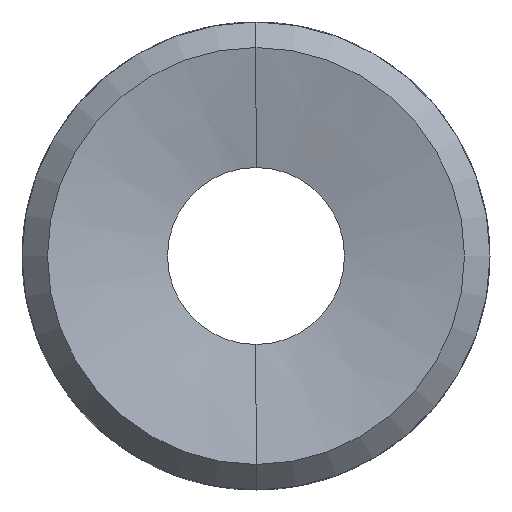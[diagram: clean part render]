
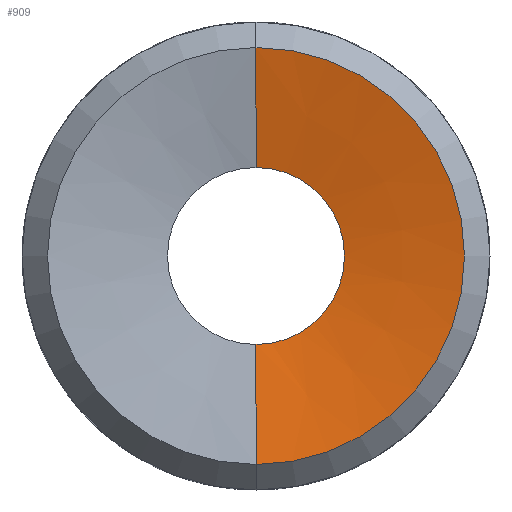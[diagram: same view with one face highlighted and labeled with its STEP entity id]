
A CAD part, left-side view. The second image highlights one B-rep face of the part: STEP entity #909.
In plain terms, the highlighted conical face has half-angle 78 degrees and reference radius 2.45 mm.
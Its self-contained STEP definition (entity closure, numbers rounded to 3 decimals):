
#328 = CONICAL_SURFACE ( 'NONE', #4287, 2.45, 1.361 ) ;
#378 = ORIENTED_EDGE ( 'NONE', *, *, #571, .F. ) ;
#412 = DIRECTION ( 'NONE',  ( 0., 0., 1. ) ) ;
#571 = EDGE_CURVE ( 'NONE', #3018, #586, #656, .T. ) ;
#586 = VERTEX_POINT ( 'NONE', #2087 ) ;
#656 = LINE ( 'NONE', #4533, #4296 ) ;
#881 = CARTESIAN_POINT ( 'NONE',  ( 0.3, 0., -1.04 ) ) ;
#909 = ADVANCED_FACE ( 'NONE', ( #2723 ), #328, .F. ) ;
#944 = CARTESIAN_POINT ( 'NONE',  ( 0., 0., -2.45 ) ) ;
#1277 = CARTESIAN_POINT ( 'NONE',  ( 0., 0., 0. ) ) ;
#1486 = EDGE_CURVE ( 'NONE', #2887, #586, #4435, .T. ) ;
#1689 = DIRECTION ( 'NONE',  ( -0.208, 0., -0.978 ) ) ;
#1760 = LINE ( 'NONE', #944, #4009 ) ;
#1885 = ORIENTED_EDGE ( 'NONE', *, *, #4127, .T. ) ;
#2087 = CARTESIAN_POINT ( 'NONE',  ( 0., 0., 2.45 ) ) ;
#2362 = AXIS2_PLACEMENT_3D ( 'NONE', #4487, #4508, #4110 ) ;
#2461 = CARTESIAN_POINT ( 'NONE',  ( 0., 0., 0. ) ) ;
#2542 = CARTESIAN_POINT ( 'NONE',  ( 0.3, 0., 1.04 ) ) ;
#2631 = ORIENTED_EDGE ( 'NONE', *, *, #3986, .F. ) ;
#2723 = FACE_OUTER_BOUND ( 'NONE', #3166, .T. ) ;
#2887 = VERTEX_POINT ( 'NONE', #3055 ) ;
#3018 = VERTEX_POINT ( 'NONE', #2542 ) ;
#3055 = CARTESIAN_POINT ( 'NONE',  ( 0., 0., -2.45 ) ) ;
#3166 = EDGE_LOOP ( 'NONE', ( #2631, #1885, #4026, #378 ) ) ;
#3167 = DIRECTION ( 'NONE',  ( -1., 0., 0. ) ) ;
#3189 = DIRECTION ( 'NONE',  ( -1., 0., 0. ) ) ;
#3295 = VERTEX_POINT ( 'NONE', #881 ) ;
#3777 = CIRCLE ( 'NONE', #2362, 1.04 ) ;
#3824 = DIRECTION ( 'NONE',  ( -0.208, 0., 0.978 ) ) ;
#3986 = EDGE_CURVE ( 'NONE', #3295, #3018, #3777, .T. ) ;
#4009 = VECTOR ( 'NONE', #1689, 1000. ) ;
#4026 = ORIENTED_EDGE ( 'NONE', *, *, #1486, .T. ) ;
#4110 = DIRECTION ( 'NONE',  ( 0., 0., 1. ) ) ;
#4127 = EDGE_CURVE ( 'NONE', #3295, #2887, #1760, .T. ) ;
#4149 = DIRECTION ( 'NONE',  ( 0., 0., 1. ) ) ;
#4287 = AXIS2_PLACEMENT_3D ( 'NONE', #1277, #3167, #4149 ) ;
#4296 = VECTOR ( 'NONE', #3824, 1000. ) ;
#4363 = AXIS2_PLACEMENT_3D ( 'NONE', #2461, #3189, #412 ) ;
#4435 = CIRCLE ( 'NONE', #4363, 2.45 ) ;
#4487 = CARTESIAN_POINT ( 'NONE',  ( 0.3, 0., 0. ) ) ;
#4508 = DIRECTION ( 'NONE',  ( -1., 0., 0. ) ) ;
#4533 = CARTESIAN_POINT ( 'NONE',  ( 0., 0., 2.45 ) ) ;
